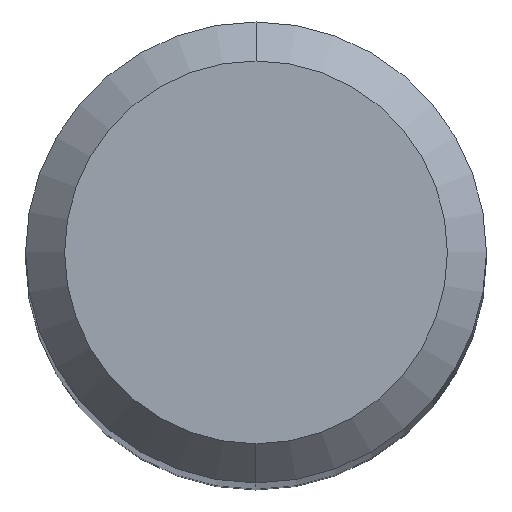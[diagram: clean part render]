
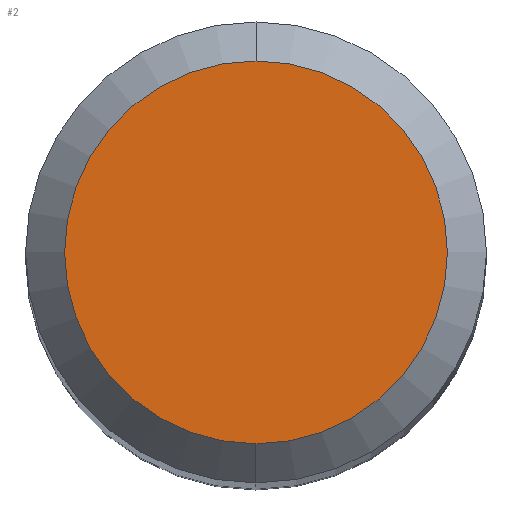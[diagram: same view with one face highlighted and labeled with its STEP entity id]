
A CAD part, top view. The second image highlights one B-rep face of the part: STEP entity #2.
In plain terms, the highlighted planar face has unit normal (0, 0, 1).
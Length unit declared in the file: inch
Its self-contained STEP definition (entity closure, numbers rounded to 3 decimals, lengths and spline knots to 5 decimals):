
#2 = ADVANCED_FACE ( 'NONE', ( #59 ), #264, .F. ) ;
#24 = DIRECTION ( 'NONE',  ( 0., -1., 0. ) ) ;
#59 = FACE_OUTER_BOUND ( 'NONE', #88, .T. ) ;
#66 = CARTESIAN_POINT ( 'NONE',  ( 0., -0.0981, 0. ) ) ;
#88 = EDGE_LOOP ( 'NONE', ( #216, #91 ) ) ;
#91 = ORIENTED_EDGE ( 'NONE', *, *, #292, .T. ) ;
#115 = DIRECTION ( 'NONE',  ( 0., 0., 1. ) ) ;
#131 = DIRECTION ( 'NONE',  ( 0., -1., 0. ) ) ;
#140 = CARTESIAN_POINT ( 'NONE',  ( 0., 0.0981, 0. ) ) ;
#151 = CIRCLE ( 'NONE', #357, 0.0981 ) ;
#154 = EDGE_CURVE ( 'NONE', #178, #159, #166, .T. ) ;
#158 = DIRECTION ( 'NONE',  ( 0., 0., -1. ) ) ;
#159 = VERTEX_POINT ( 'NONE', #66 ) ;
#166 = CIRCLE ( 'NONE', #220, 0.0981 ) ;
#178 = VERTEX_POINT ( 'NONE', #140 ) ;
#203 = DIRECTION ( 'NONE',  ( 0., 0., 1. ) ) ;
#216 = ORIENTED_EDGE ( 'NONE', *, *, #154, .T. ) ;
#220 = AXIS2_PLACEMENT_3D ( 'NONE', #306, #203, #131 ) ;
#245 = CARTESIAN_POINT ( 'NONE',  ( 0., 0., 0. ) ) ;
#264 = PLANE ( 'NONE',  #385 ) ;
#292 = EDGE_CURVE ( 'NONE', #159, #178, #151, .T. ) ;
#306 = CARTESIAN_POINT ( 'NONE',  ( 0., 0., 0. ) ) ;
#322 = DIRECTION ( 'NONE',  ( 0., 1., 0. ) ) ;
#355 = CARTESIAN_POINT ( 'NONE',  ( 0., 0.0981, 0. ) ) ;
#357 = AXIS2_PLACEMENT_3D ( 'NONE', #245, #115, #24 ) ;
#385 = AXIS2_PLACEMENT_3D ( 'NONE', #355, #158, #322 ) ;
